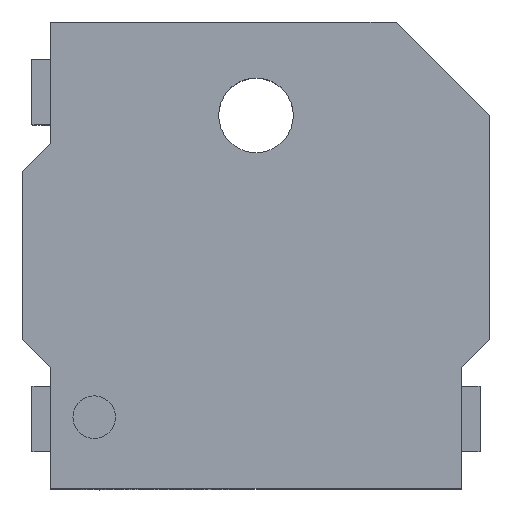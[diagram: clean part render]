
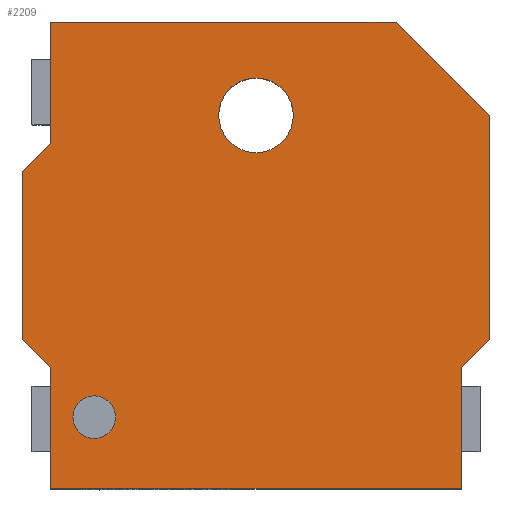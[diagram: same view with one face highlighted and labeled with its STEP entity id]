
A CAD part, top view. The second image highlights one B-rep face of the part: STEP entity #2209.
In plain terms, the highlighted planar face has unit normal (0, 0, 1).
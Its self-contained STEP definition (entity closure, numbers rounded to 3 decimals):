
#60 = EDGE_CURVE ( 'NONE', #75, #3284, #5755, .T. ) ;
#75 = VERTEX_POINT ( 'NONE', #5691 ) ;
#661 = DIRECTION ( 'NONE',  ( -0.707, 0.707, 0. ) ) ;
#676 = ORIENTED_EDGE ( 'NONE', *, *, #11822, .T. ) ;
#708 = DIRECTION ( 'NONE',  ( 0., 1., 0. ) ) ;
#1085 = VECTOR ( 'NONE', #661, 1000. ) ;
#1340 = VECTOR ( 'NONE', #1543, 1000. ) ;
#1425 = AXIS2_PLACEMENT_3D ( 'NONE', #1635, #11156, #1454 ) ;
#1435 = VERTEX_POINT ( 'NONE', #11459 ) ;
#1454 = DIRECTION ( 'NONE',  ( 1., 0., 0. ) ) ;
#1543 = DIRECTION ( 'NONE',  ( 0.707, 0.707, 0. ) ) ;
#1635 = CARTESIAN_POINT ( 'NONE',  ( 0., 1.5, 2. ) ) ;
#1720 = VECTOR ( 'NONE', #7343, 1000. ) ;
#1964 = DIRECTION ( 'NONE',  ( -1., 0., 0. ) ) ;
#2072 = EDGE_CURVE ( 'NONE', #17563, #3133, #2802, .T. ) ;
#2128 = EDGE_CURVE ( 'NONE', #14388, #4023, #11798, .T. ) ;
#2209 = ADVANCED_FACE ( 'NONE', ( #9398, #12252, #4017 ), #5141, .T. ) ;
#2277 = VECTOR ( 'NONE', #10784, 1000. ) ;
#2582 = CARTESIAN_POINT ( 'NONE',  ( -2.5, 2.5, 2. ) ) ;
#2644 = LINE ( 'NONE', #5615, #15668 ) ;
#2689 = VECTOR ( 'NONE', #1964, 1000. ) ;
#2802 = CIRCLE ( 'NONE', #7551, 0.4 ) ;
#3097 = LINE ( 'NONE', #14215, #1340 ) ;
#3133 = VERTEX_POINT ( 'NONE', #11965 ) ;
#3161 = EDGE_CURVE ( 'NONE', #11355, #14020, #12922, .T. ) ;
#3284 = VERTEX_POINT ( 'NONE', #13556 ) ;
#3971 = DIRECTION ( 'NONE',  ( 0., -1., 0. ) ) ;
#4017 = FACE_OUTER_BOUND ( 'NONE', #12864, .T. ) ;
#4023 = VERTEX_POINT ( 'NONE', #4132 ) ;
#4132 = CARTESIAN_POINT ( 'NONE',  ( 2.5, 1.5, 2. ) ) ;
#4359 = EDGE_CURVE ( 'NONE', #13202, #17944, #7026, .T. ) ;
#4895 = ORIENTED_EDGE ( 'NONE', *, *, #2072, .F. ) ;
#5141 = PLANE ( 'NONE',  #7853 ) ;
#5180 = EDGE_CURVE ( 'NONE', #15948, #12141, #2644, .T. ) ;
#5258 = CARTESIAN_POINT ( 'NONE',  ( -2.2, -2.5, 2. ) ) ;
#5441 = CARTESIAN_POINT ( 'NONE',  ( -1.7, 1.7, 2. ) ) ;
#5464 = AXIS2_PLACEMENT_3D ( 'NONE', #8836, #15753, #17162 ) ;
#5510 = EDGE_LOOP ( 'NONE', ( #4895, #9676 ) ) ;
#5615 = CARTESIAN_POINT ( 'NONE',  ( -1.7, -1.7, 2. ) ) ;
#5691 = CARTESIAN_POINT ( 'NONE',  ( -1.96, -1.732, 2. ) ) ;
#5731 = VECTOR ( 'NONE', #6418, 1000. ) ;
#5755 = CIRCLE ( 'NONE', #5464, 0.228 ) ;
#6394 = ORIENTED_EDGE ( 'NONE', *, *, #13422, .F. ) ;
#6418 = DIRECTION ( 'NONE',  ( 0., 1., 0. ) ) ;
#6438 = CARTESIAN_POINT ( 'NONE',  ( -2.5, -0.9, 2. ) ) ;
#6653 = CARTESIAN_POINT ( 'NONE',  ( 2.2, -2.5, 2. ) ) ;
#6829 = ORIENTED_EDGE ( 'NONE', *, *, #2128, .T. ) ;
#7026 = LINE ( 'NONE', #6653, #18021 ) ;
#7162 = CARTESIAN_POINT ( 'NONE',  ( -2.5, -2.5, 2. ) ) ;
#7333 = ORIENTED_EDGE ( 'NONE', *, *, #7687, .T. ) ;
#7343 = DIRECTION ( 'NONE',  ( 1., 0., 0. ) ) ;
#7551 = AXIS2_PLACEMENT_3D ( 'NONE', #12833, #10215, #15701 ) ;
#7687 = EDGE_CURVE ( 'NONE', #11355, #1435, #17823, .T. ) ;
#7853 = AXIS2_PLACEMENT_3D ( 'NONE', #12174, #18162, #9493 ) ;
#7982 = CARTESIAN_POINT ( 'NONE',  ( 2.2, -2.5, 2. ) ) ;
#8044 = ORIENTED_EDGE ( 'NONE', *, *, #11036, .T. ) ;
#8231 = CARTESIAN_POINT ( 'NONE',  ( 2.2, -1.2, 2. ) ) ;
#8488 = EDGE_LOOP ( 'NONE', ( #15385, #15844 ) ) ;
#8583 = EDGE_CURVE ( 'NONE', #3133, #17563, #13846, .T. ) ;
#8836 = CARTESIAN_POINT ( 'NONE',  ( -1.732, -1.732, 2. ) ) ;
#8959 = CARTESIAN_POINT ( 'NONE',  ( 2.5, 2.5, 2. ) ) ;
#9313 = VECTOR ( 'NONE', #708, 1000. ) ;
#9398 = FACE_BOUND ( 'NONE', #8488, .T. ) ;
#9493 = DIRECTION ( 'NONE',  ( 1., 0., 0. ) ) ;
#9611 = CARTESIAN_POINT ( 'NONE',  ( -1.732, -1.732, 2. ) ) ;
#9616 = CARTESIAN_POINT ( 'NONE',  ( -2.2, -1.2, 2. ) ) ;
#9676 = ORIENTED_EDGE ( 'NONE', *, *, #8583, .F. ) ;
#9716 = VERTEX_POINT ( 'NONE', #18047 ) ;
#9901 = LINE ( 'NONE', #7162, #1720 ) ;
#10011 = CARTESIAN_POINT ( 'NONE',  ( 0.4, 1.5, 2. ) ) ;
#10215 = DIRECTION ( 'NONE',  ( 0., 0., 1. ) ) ;
#10255 = CARTESIAN_POINT ( 'NONE',  ( 2., 2., 2. ) ) ;
#10784 = DIRECTION ( 'NONE',  ( -0.707, -0.707, 0. ) ) ;
#11036 = EDGE_CURVE ( 'NONE', #13202, #14388, #3097, .T. ) ;
#11156 = DIRECTION ( 'NONE',  ( 0., 0., 1. ) ) ;
#11250 = DIRECTION ( 'NONE',  ( 0., -1., 0. ) ) ;
#11355 = VERTEX_POINT ( 'NONE', #15467 ) ;
#11459 = CARTESIAN_POINT ( 'NONE',  ( -2.5, 0.9, 2. ) ) ;
#11499 = ORIENTED_EDGE ( 'NONE', *, *, #16291, .T. ) ;
#11798 = LINE ( 'NONE', #8959, #9313 ) ;
#11822 = EDGE_CURVE ( 'NONE', #4023, #9716, #17290, .T. ) ;
#11855 = ORIENTED_EDGE ( 'NONE', *, *, #4359, .F. ) ;
#11965 = CARTESIAN_POINT ( 'NONE',  ( -0.4, 1.5, 2. ) ) ;
#12141 = VERTEX_POINT ( 'NONE', #9616 ) ;
#12174 = CARTESIAN_POINT ( 'NONE',  ( 0., 0., 2. ) ) ;
#12252 = FACE_BOUND ( 'NONE', #5510, .T. ) ;
#12318 = CIRCLE ( 'NONE', #12617, 0.228 ) ;
#12617 = AXIS2_PLACEMENT_3D ( 'NONE', #9611, #15240, #16829 ) ;
#12833 = CARTESIAN_POINT ( 'NONE',  ( 0., 1.5, 2. ) ) ;
#12864 = EDGE_LOOP ( 'NONE', ( #11855, #8044, #6829, #676, #15663, #15144, #7333, #13352, #13955, #6394, #11499 ) ) ;
#12922 = LINE ( 'NONE', #17596, #5731 ) ;
#13202 = VERTEX_POINT ( 'NONE', #8231 ) ;
#13352 = ORIENTED_EDGE ( 'NONE', *, *, #14749, .T. ) ;
#13422 = EDGE_CURVE ( 'NONE', #16680, #12141, #14499, .T. ) ;
#13556 = CARTESIAN_POINT ( 'NONE',  ( -1.504, -1.732, 2. ) ) ;
#13601 = CARTESIAN_POINT ( 'NONE',  ( -2.2, 2.5, 2. ) ) ;
#13846 = CIRCLE ( 'NONE', #1425, 0.4 ) ;
#13955 = ORIENTED_EDGE ( 'NONE', *, *, #5180, .T. ) ;
#14020 = VERTEX_POINT ( 'NONE', #13601 ) ;
#14215 = CARTESIAN_POINT ( 'NONE',  ( 1.7, -1.7, 2. ) ) ;
#14388 = VERTEX_POINT ( 'NONE', #14757 ) ;
#14499 = LINE ( 'NONE', #16141, #16802 ) ;
#14749 = EDGE_CURVE ( 'NONE', #1435, #15948, #16564, .T. ) ;
#14757 = CARTESIAN_POINT ( 'NONE',  ( 2.5, -0.9, 2. ) ) ;
#14765 = DIRECTION ( 'NONE',  ( 0., 1., 0. ) ) ;
#15144 = ORIENTED_EDGE ( 'NONE', *, *, #3161, .F. ) ;
#15240 = DIRECTION ( 'NONE',  ( 0., 0., 1. ) ) ;
#15385 = ORIENTED_EDGE ( 'NONE', *, *, #18039, .F. ) ;
#15402 = DIRECTION ( 'NONE',  ( 0.707, -0.707, 0. ) ) ;
#15467 = CARTESIAN_POINT ( 'NONE',  ( -2.2, 1.2, 2. ) ) ;
#15663 = ORIENTED_EDGE ( 'NONE', *, *, #17553, .T. ) ;
#15668 = VECTOR ( 'NONE', #15402, 1000. ) ;
#15701 = DIRECTION ( 'NONE',  ( 1., 0., 0. ) ) ;
#15753 = DIRECTION ( 'NONE',  ( 0., 0., 1. ) ) ;
#15844 = ORIENTED_EDGE ( 'NONE', *, *, #60, .F. ) ;
#15948 = VERTEX_POINT ( 'NONE', #6438 ) ;
#16141 = CARTESIAN_POINT ( 'NONE',  ( -2.2, -2.5, 2. ) ) ;
#16291 = EDGE_CURVE ( 'NONE', #16680, #17944, #9901, .T. ) ;
#16564 = LINE ( 'NONE', #2582, #18042 ) ;
#16680 = VERTEX_POINT ( 'NONE', #5258 ) ;
#16802 = VECTOR ( 'NONE', #14765, 1000. ) ;
#16829 = DIRECTION ( 'NONE',  ( 1., 0., 0. ) ) ;
#17162 = DIRECTION ( 'NONE',  ( 1., 0., 0. ) ) ;
#17240 = LINE ( 'NONE', #17315, #2689 ) ;
#17290 = LINE ( 'NONE', #10255, #1085 ) ;
#17315 = CARTESIAN_POINT ( 'NONE',  ( -2.5, 2.5, 2. ) ) ;
#17553 = EDGE_CURVE ( 'NONE', #9716, #14020, #17240, .T. ) ;
#17563 = VERTEX_POINT ( 'NONE', #10011 ) ;
#17596 = CARTESIAN_POINT ( 'NONE',  ( -2.2, 2.5, 2. ) ) ;
#17823 = LINE ( 'NONE', #5441, #2277 ) ;
#17944 = VERTEX_POINT ( 'NONE', #7982 ) ;
#18021 = VECTOR ( 'NONE', #11250, 1000. ) ;
#18039 = EDGE_CURVE ( 'NONE', #3284, #75, #12318, .T. ) ;
#18042 = VECTOR ( 'NONE', #3971, 1000. ) ;
#18047 = CARTESIAN_POINT ( 'NONE',  ( 1.5, 2.5, 2. ) ) ;
#18162 = DIRECTION ( 'NONE',  ( 0., 0., 1. ) ) ;
